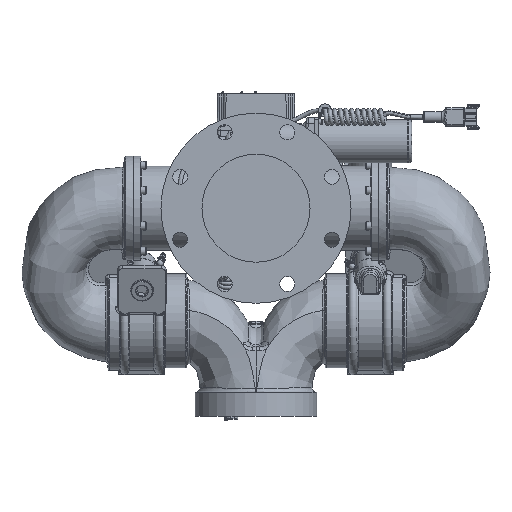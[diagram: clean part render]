
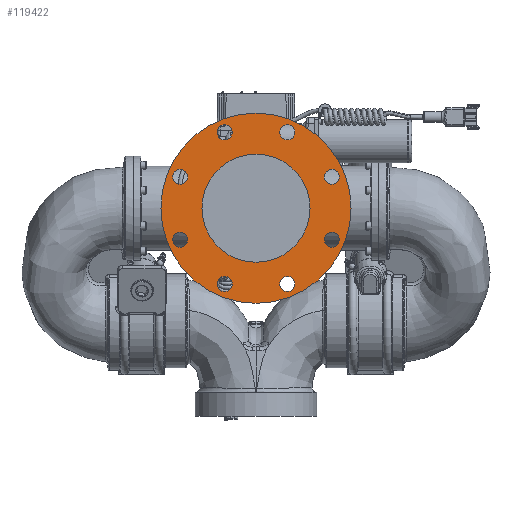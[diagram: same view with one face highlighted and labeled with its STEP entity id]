
A CAD part, front view. The second image highlights one B-rep face of the part: STEP entity #119422.
In plain terms, the highlighted planar face has unit normal (0, -1, 0).
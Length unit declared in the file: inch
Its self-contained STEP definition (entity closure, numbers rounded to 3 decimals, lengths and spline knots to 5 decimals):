
#2536 = CARTESIAN_POINT ( 'NONE',  ( 0., 0.09188, -5.5 ) ) ;
#2587 = EDGE_LOOP ( 'NONE', ( #134662 ) ) ;
#2918 = CARTESIAN_POINT ( 'NONE',  ( -4.38843, 0.09188, 2.25525 ) ) ;
#3135 = DIRECTION ( 'NONE',  ( 0., 0., 1. ) ) ;
#4924 = VERTEX_POINT ( 'NONE', #2918 ) ;
#7056 = FACE_OUTER_BOUND ( 'NONE', #87591, .T. ) ;
#7997 = CIRCLE ( 'NONE', #73228, 0.4375 ) ;
#8296 = DIRECTION ( 'NONE',  ( 0., 0., 1. ) ) ;
#9414 = CIRCLE ( 'NONE', #70368, 3.125 ) ;
#11053 = ORIENTED_EDGE ( 'NONE', *, *, #19323, .T. ) ;
#11153 = CARTESIAN_POINT ( 'NONE',  ( 1.81775, 0.09188, 4.38843 ) ) ;
#11241 = EDGE_CURVE ( 'NONE', #19271, #19271, #7997, .T. ) ;
#13424 = DIRECTION ( 'NONE',  ( 0., 1., 0. ) ) ;
#17932 = FACE_BOUND ( 'NONE', #60449, .T. ) ;
#18652 = CIRCLE ( 'NONE', #49081, 5.5 ) ;
#18761 = ORIENTED_EDGE ( 'NONE', *, *, #110318, .T. ) ;
#19271 = VERTEX_POINT ( 'NONE', #59475 ) ;
#19323 = EDGE_CURVE ( 'NONE', #83950, #83950, #28898, .T. ) ;
#20045 = DIRECTION ( 'NONE',  ( 0., 0., 1. ) ) ;
#22308 = CARTESIAN_POINT ( 'NONE',  ( -4.38843, 0.09188, -1.38025 ) ) ;
#22524 = DIRECTION ( 'NONE',  ( 0., 0., 1. ) ) ;
#23207 = CIRCLE ( 'NONE', #47119, 0.4375 ) ;
#23889 = CARTESIAN_POINT ( 'NONE',  ( -4.38843, 0.09188, 1.81775 ) ) ;
#24528 = EDGE_CURVE ( 'NONE', #54585, #54585, #87542, .T. ) ;
#24840 = CARTESIAN_POINT ( 'NONE',  ( 0., 0.09188, -3.125 ) ) ;
#28898 = CIRCLE ( 'NONE', #39705, 0.4375 ) ;
#30223 = DIRECTION ( 'NONE',  ( 0., 0., -1. ) ) ;
#30633 = EDGE_LOOP ( 'NONE', ( #87889 ) ) ;
#32172 = DIRECTION ( 'NONE',  ( 0., 1., 0. ) ) ;
#35757 = VERTEX_POINT ( 'NONE', #57515 ) ;
#35819 = CARTESIAN_POINT ( 'NONE',  ( -1.81775, 0.09188, -4.38843 ) ) ;
#36655 = EDGE_LOOP ( 'NONE', ( #88454 ) ) ;
#36932 = DIRECTION ( 'NONE',  ( 0., 0., -1. ) ) ;
#38327 = CIRCLE ( 'NONE', #73135, 0.4375 ) ;
#39074 = FACE_BOUND ( 'NONE', #36655, .T. ) ;
#39705 = AXIS2_PLACEMENT_3D ( 'NONE', #35819, #67808, #3135 ) ;
#39748 = DIRECTION ( 'NONE',  ( 0., -1., 0. ) ) ;
#40470 = DIRECTION ( 'NONE',  ( 0., -1., 0. ) ) ;
#41713 = CARTESIAN_POINT ( 'NONE',  ( -5.5, 0.09188, 0. ) ) ;
#43695 = EDGE_CURVE ( 'NONE', #46923, #46923, #38327, .T. ) ;
#44708 = CARTESIAN_POINT ( 'NONE',  ( -1.81775, 0.09188, 4.38843 ) ) ;
#45624 = EDGE_LOOP ( 'NONE', ( #130437 ) ) ;
#46923 = VERTEX_POINT ( 'NONE', #132897 ) ;
#47119 = AXIS2_PLACEMENT_3D ( 'NONE', #23889, #77699, #22524 ) ;
#49081 = AXIS2_PLACEMENT_3D ( 'NONE', #132585, #40470, #30223 ) ;
#53424 = EDGE_CURVE ( 'NONE', #54272, #54272, #18652, .T. ) ;
#54272 = VERTEX_POINT ( 'NONE', #2536 ) ;
#54585 = VERTEX_POINT ( 'NONE', #77789 ) ;
#56153 = AXIS2_PLACEMENT_3D ( 'NONE', #65318, #73550, #74216 ) ;
#57515 = CARTESIAN_POINT ( 'NONE',  ( 1.81775, 0.09188, 4.82593 ) ) ;
#58814 = FACE_BOUND ( 'NONE', #131093, .T. ) ;
#59181 = CIRCLE ( 'NONE', #93930, 0.4375 ) ;
#59475 = CARTESIAN_POINT ( 'NONE',  ( 4.38843, 0.09188, 2.25525 ) ) ;
#60449 = EDGE_LOOP ( 'NONE', ( #79434 ) ) ;
#62032 = CARTESIAN_POINT ( 'NONE',  ( 1.81775, 0.09188, -4.38843 ) ) ;
#63472 = CARTESIAN_POINT ( 'NONE',  ( -1.81775, 0.09188, -3.95093 ) ) ;
#63486 = DIRECTION ( 'NONE',  ( 0., 0., -1. ) ) ;
#63576 = AXIS2_PLACEMENT_3D ( 'NONE', #44708, #86293, #86953 ) ;
#65318 = CARTESIAN_POINT ( 'NONE',  ( -4.38843, 0.09188, -1.81775 ) ) ;
#66677 = EDGE_LOOP ( 'NONE', ( #94843 ) ) ;
#67808 = DIRECTION ( 'NONE',  ( 0., 1., 0. ) ) ;
#69055 = FACE_BOUND ( 'NONE', #76856, .T. ) ;
#69721 = FACE_BOUND ( 'NONE', #45624, .T. ) ;
#70368 = AXIS2_PLACEMENT_3D ( 'NONE', #109231, #118117, #36932 ) ;
#71924 = EDGE_CURVE ( 'NONE', #128491, #128491, #9414, .T. ) ;
#73135 = AXIS2_PLACEMENT_3D ( 'NONE', #105819, #32172, #93534 ) ;
#73228 = AXIS2_PLACEMENT_3D ( 'NONE', #126654, #13424, #76125 ) ;
#73550 = DIRECTION ( 'NONE',  ( 0., 1., 0. ) ) ;
#74216 = DIRECTION ( 'NONE',  ( 0., 0., 1. ) ) ;
#76125 = DIRECTION ( 'NONE',  ( 0., 0., 1. ) ) ;
#76836 = EDGE_CURVE ( 'NONE', #129168, #129168, #103462, .T. ) ;
#76856 = EDGE_LOOP ( 'NONE', ( #132676 ) ) ;
#77298 = CARTESIAN_POINT ( 'NONE',  ( 1.81775, 0.09188, -3.95093 ) ) ;
#77699 = DIRECTION ( 'NONE',  ( 0., 1., 0. ) ) ;
#77789 = CARTESIAN_POINT ( 'NONE',  ( -1.81775, 0.09188, 4.82593 ) ) ;
#79286 = FACE_BOUND ( 'NONE', #2587, .T. ) ;
#79434 = ORIENTED_EDGE ( 'NONE', *, *, #24528, .T. ) ;
#79492 = AXIS2_PLACEMENT_3D ( 'NONE', #62032, #101671, #8296 ) ;
#80599 = EDGE_LOOP ( 'NONE', ( #18761 ) ) ;
#82444 = EDGE_CURVE ( 'NONE', #126660, #126660, #112806, .T. ) ;
#83950 = VERTEX_POINT ( 'NONE', #63472 ) ;
#86293 = DIRECTION ( 'NONE',  ( 0., 1., 0. ) ) ;
#86953 = DIRECTION ( 'NONE',  ( 0., 0., 1. ) ) ;
#87542 = CIRCLE ( 'NONE', #63576, 0.4375 ) ;
#87591 = EDGE_LOOP ( 'NONE', ( #126639 ) ) ;
#87889 = ORIENTED_EDGE ( 'NONE', *, *, #125872, .T. ) ;
#88454 = ORIENTED_EDGE ( 'NONE', *, *, #76836, .T. ) ;
#93534 = DIRECTION ( 'NONE',  ( 0., 0., 1. ) ) ;
#93930 = AXIS2_PLACEMENT_3D ( 'NONE', #11153, #113488, #20045 ) ;
#94843 = ORIENTED_EDGE ( 'NONE', *, *, #43695, .T. ) ;
#100437 = FACE_BOUND ( 'NONE', #30633, .T. ) ;
#101671 = DIRECTION ( 'NONE',  ( 0., 1., 0. ) ) ;
#103462 = CIRCLE ( 'NONE', #79492, 0.4375 ) ;
#105819 = CARTESIAN_POINT ( 'NONE',  ( 4.38843, 0.09188, -1.81775 ) ) ;
#109231 = CARTESIAN_POINT ( 'NONE',  ( 0., 0.09188, 0. ) ) ;
#110318 = EDGE_CURVE ( 'NONE', #35757, #35757, #59181, .T. ) ;
#110700 = FACE_BOUND ( 'NONE', #66677, .T. ) ;
#112741 = PLANE ( 'NONE',  #123046 ) ;
#112806 = CIRCLE ( 'NONE', #56153, 0.4375 ) ;
#113488 = DIRECTION ( 'NONE',  ( 0., 1., 0. ) ) ;
#118117 = DIRECTION ( 'NONE',  ( 0., 1., 0. ) ) ;
#119422 = ADVANCED_FACE ( 'NONE', ( #79286, #120958, #69055, #110700, #39074, #58814, #69721, #100437, #17932, #7056 ), #112741, .T. ) ;
#120958 = FACE_BOUND ( 'NONE', #80599, .T. ) ;
#123046 = AXIS2_PLACEMENT_3D ( 'NONE', #41713, #39748, #63486 ) ;
#125872 = EDGE_CURVE ( 'NONE', #4924, #4924, #23207, .T. ) ;
#126639 = ORIENTED_EDGE ( 'NONE', *, *, #53424, .T. ) ;
#126654 = CARTESIAN_POINT ( 'NONE',  ( 4.38843, 0.09188, 1.81775 ) ) ;
#126660 = VERTEX_POINT ( 'NONE', #22308 ) ;
#128491 = VERTEX_POINT ( 'NONE', #24840 ) ;
#129168 = VERTEX_POINT ( 'NONE', #77298 ) ;
#130437 = ORIENTED_EDGE ( 'NONE', *, *, #82444, .T. ) ;
#131093 = EDGE_LOOP ( 'NONE', ( #11053 ) ) ;
#132585 = CARTESIAN_POINT ( 'NONE',  ( 0., 0.09188, 0. ) ) ;
#132676 = ORIENTED_EDGE ( 'NONE', *, *, #11241, .T. ) ;
#132897 = CARTESIAN_POINT ( 'NONE',  ( 4.38843, 0.09188, -1.38025 ) ) ;
#134662 = ORIENTED_EDGE ( 'NONE', *, *, #71924, .T. ) ;
